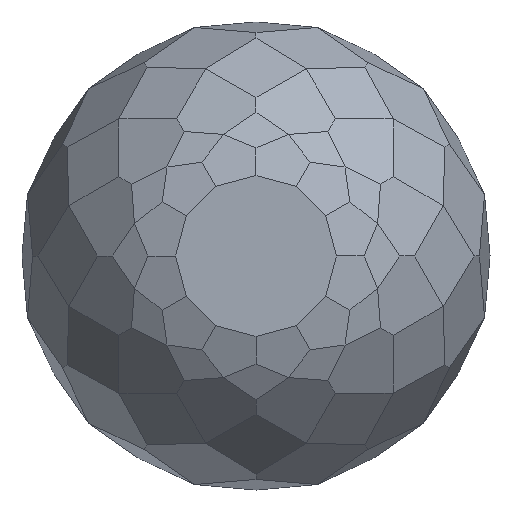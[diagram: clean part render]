
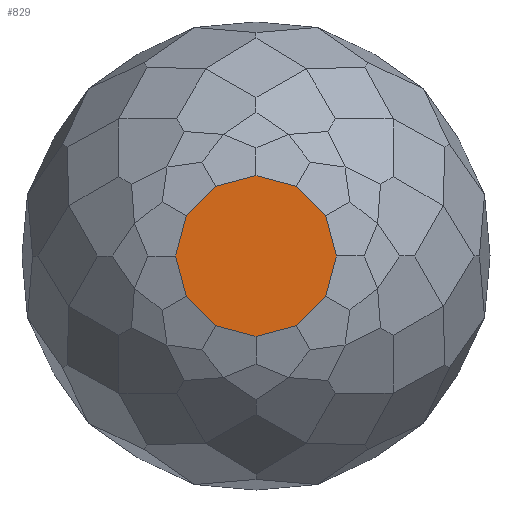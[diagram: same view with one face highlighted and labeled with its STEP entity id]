
A CAD part, front view. The second image highlights one B-rep face of the part: STEP entity #829.
In plain terms, the highlighted free-form (B-spline) face has degree [1, 1] with [2, 2] control points.
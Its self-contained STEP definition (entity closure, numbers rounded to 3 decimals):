
#800 = VERTEX_POINT('',#801);
#801 = CARTESIAN_POINT('',(5.937,0.,
    -10.284));
#806 = EDGE_CURVE('',#807,#800,#809,.T.);
#807 = VERTEX_POINT('',#808);
#808 = CARTESIAN_POINT('',(0.,0.,
    -11.875));
#809 = B_SPLINE_CURVE_WITH_KNOTS('',1,(#810,#811),.UNSPECIFIED.,.F.,.F.,
  (2,2),(-46.021,-40.198),.PIECEWISE_BEZIER_KNOTS.);
#810 = CARTESIAN_POINT('',(0.,0.,
    -11.875));
#811 = CARTESIAN_POINT('',(5.937,0.,
    -10.284));
#829 = ADVANCED_FACE('',(#830),#908,.F.);
#830 = FACE_BOUND('',#831,.T.);
#831 = EDGE_LOOP('',(#832,#833,#840,#847,#854,#861,#868,#875,#882,#889,
    #896,#903));
#832 = ORIENTED_EDGE('',*,*,#806,.T.);
#833 = ORIENTED_EDGE('',*,*,#834,.T.);
#834 = EDGE_CURVE('',#800,#835,#837,.T.);
#835 = VERTEX_POINT('',#836);
#836 = CARTESIAN_POINT('',(10.284,0.,
    -5.937));
#837 = B_SPLINE_CURVE_WITH_KNOTS('',1,(#838,#839),.UNSPECIFIED.,.F.,.F.,
  (2,2),(-16.218,-10.395),.PIECEWISE_BEZIER_KNOTS.);
#838 = CARTESIAN_POINT('',(5.937,0.,
    -10.284));
#839 = CARTESIAN_POINT('',(10.284,0.,
    -5.937));
#840 = ORIENTED_EDGE('',*,*,#841,.T.);
#841 = EDGE_CURVE('',#835,#842,#844,.T.);
#842 = VERTEX_POINT('',#843);
#843 = CARTESIAN_POINT('',(11.875,0.,
    0.));
#844 = B_SPLINE_CURVE_WITH_KNOTS('',1,(#845,#846),.UNSPECIFIED.,.F.,.F.,
  (2,2),(17.15,22.974),.PIECEWISE_BEZIER_KNOTS.);
#845 = CARTESIAN_POINT('',(10.284,0.,
    -5.937));
#846 = CARTESIAN_POINT('',(11.875,0.,
    0.));
#847 = ORIENTED_EDGE('',*,*,#848,.T.);
#848 = EDGE_CURVE('',#842,#849,#851,.T.);
#849 = VERTEX_POINT('',#850);
#850 = CARTESIAN_POINT('',(10.284,0.,
    5.937));
#851 = B_SPLINE_CURVE_WITH_KNOTS('',1,(#852,#853),.UNSPECIFIED.,.F.,.F.,
  (2,2),(45.143,50.967),.PIECEWISE_BEZIER_KNOTS.);
#852 = CARTESIAN_POINT('',(11.875,0.,
    0.));
#853 = CARTESIAN_POINT('',(10.284,0.,
    5.937));
#854 = ORIENTED_EDGE('',*,*,#855,.T.);
#855 = EDGE_CURVE('',#849,#856,#858,.T.);
#856 = VERTEX_POINT('',#857);
#857 = CARTESIAN_POINT('',(5.937,0.,
    10.284));
#858 = B_SPLINE_CURVE_WITH_KNOTS('',1,(#859,#860),.UNSPECIFIED.,.F.,.F.,
  (2,2),(60.26,66.083),.PIECEWISE_BEZIER_KNOTS.);
#859 = CARTESIAN_POINT('',(10.284,0.,
    5.937));
#860 = CARTESIAN_POINT('',(5.937,0.,
    10.284));
#861 = ORIENTED_EDGE('',*,*,#862,.T.);
#862 = EDGE_CURVE('',#856,#863,#865,.T.);
#863 = VERTEX_POINT('',#864);
#864 = CARTESIAN_POINT('',(0.,0.,
    11.875));
#865 = B_SPLINE_CURVE_WITH_KNOTS('',1,(#866,#867),.UNSPECIFIED.,.F.,.F.,
  (2,2),(58.45,64.273),.PIECEWISE_BEZIER_KNOTS.);
#866 = CARTESIAN_POINT('',(5.937,0.,
    10.284));
#867 = CARTESIAN_POINT('',(0.,0.,
    11.875));
#868 = ORIENTED_EDGE('',*,*,#869,.T.);
#869 = EDGE_CURVE('',#863,#870,#872,.T.);
#870 = VERTEX_POINT('',#871);
#871 = CARTESIAN_POINT('',(-5.937,0.,
    10.284));
#872 = B_SPLINE_CURVE_WITH_KNOTS('',1,(#873,#874),.UNSPECIFIED.,.F.,.F.,
  (2,2),(40.198,46.021),.PIECEWISE_BEZIER_KNOTS.);
#873 = CARTESIAN_POINT('',(0.,0.,
    11.875));
#874 = CARTESIAN_POINT('',(-5.937,0.,
    10.284));
#875 = ORIENTED_EDGE('',*,*,#876,.T.);
#876 = EDGE_CURVE('',#870,#877,#879,.T.);
#877 = VERTEX_POINT('',#878);
#878 = CARTESIAN_POINT('',(-10.284,0.,
    5.937));
#879 = B_SPLINE_CURVE_WITH_KNOTS('',1,(#880,#881),.UNSPECIFIED.,.F.,.F.,
  (2,2),(10.395,16.218),.PIECEWISE_BEZIER_KNOTS.);
#880 = CARTESIAN_POINT('',(-5.937,0.,
    10.284));
#881 = CARTESIAN_POINT('',(-10.284,0.,
    5.937));
#882 = ORIENTED_EDGE('',*,*,#883,.T.);
#883 = EDGE_CURVE('',#877,#884,#886,.T.);
#884 = VERTEX_POINT('',#885);
#885 = CARTESIAN_POINT('',(-11.875,0.,
    0.));
#886 = B_SPLINE_CURVE_WITH_KNOTS('',1,(#887,#888),.UNSPECIFIED.,.F.,.F.,
  (2,2),(-22.974,-17.15),.PIECEWISE_BEZIER_KNOTS.);
#887 = CARTESIAN_POINT('',(-10.284,0.,
    5.937));
#888 = CARTESIAN_POINT('',(-11.875,0.,
    0.));
#889 = ORIENTED_EDGE('',*,*,#890,.T.);
#890 = EDGE_CURVE('',#884,#891,#893,.T.);
#891 = VERTEX_POINT('',#892);
#892 = CARTESIAN_POINT('',(-10.284,0.,
    -5.937));
#893 = B_SPLINE_CURVE_WITH_KNOTS('',1,(#894,#895),.UNSPECIFIED.,.F.,.F.,
  (2,2),(-50.967,-45.143),.PIECEWISE_BEZIER_KNOTS.);
#894 = CARTESIAN_POINT('',(-11.875,0.,
    0.));
#895 = CARTESIAN_POINT('',(-10.284,0.,
    -5.937));
#896 = ORIENTED_EDGE('',*,*,#897,.T.);
#897 = EDGE_CURVE('',#891,#898,#900,.T.);
#898 = VERTEX_POINT('',#899);
#899 = CARTESIAN_POINT('',(-5.937,0.,
    -10.284));
#900 = B_SPLINE_CURVE_WITH_KNOTS('',1,(#901,#902),.UNSPECIFIED.,.F.,.F.,
  (2,2),(-66.083,-60.26),.PIECEWISE_BEZIER_KNOTS.);
#901 = CARTESIAN_POINT('',(-10.284,0.,
    -5.937));
#902 = CARTESIAN_POINT('',(-5.937,0.,
    -10.284));
#903 = ORIENTED_EDGE('',*,*,#904,.T.);
#904 = EDGE_CURVE('',#898,#807,#905,.T.);
#905 = B_SPLINE_CURVE_WITH_KNOTS('',1,(#906,#907),.UNSPECIFIED.,.F.,.F.,
  (2,2),(-64.273,-58.45),.PIECEWISE_BEZIER_KNOTS.);
#906 = CARTESIAN_POINT('',(-5.937,0.,
    -10.284));
#907 = CARTESIAN_POINT('',(0.,0.,
    -11.875));
#908 = B_SPLINE_SURFACE_WITH_KNOTS('',1,1,(
    (#909,#910)
    ,(#911,#912
    )),.UNSPECIFIED.,.F.,.F.,.F.,(2,2),(2,2),(42.828,
    65.328),(24.01,46.51),.PIECEWISE_BEZIER_KNOTS.);
#909 = CARTESIAN_POINT('',(11.875,0.,
    -11.875));
#910 = CARTESIAN_POINT('',(11.875,0.,
    11.875));
#911 = CARTESIAN_POINT('',(-11.875,0.,
    -11.875));
#912 = CARTESIAN_POINT('',(-11.875,0.,
    11.875));
